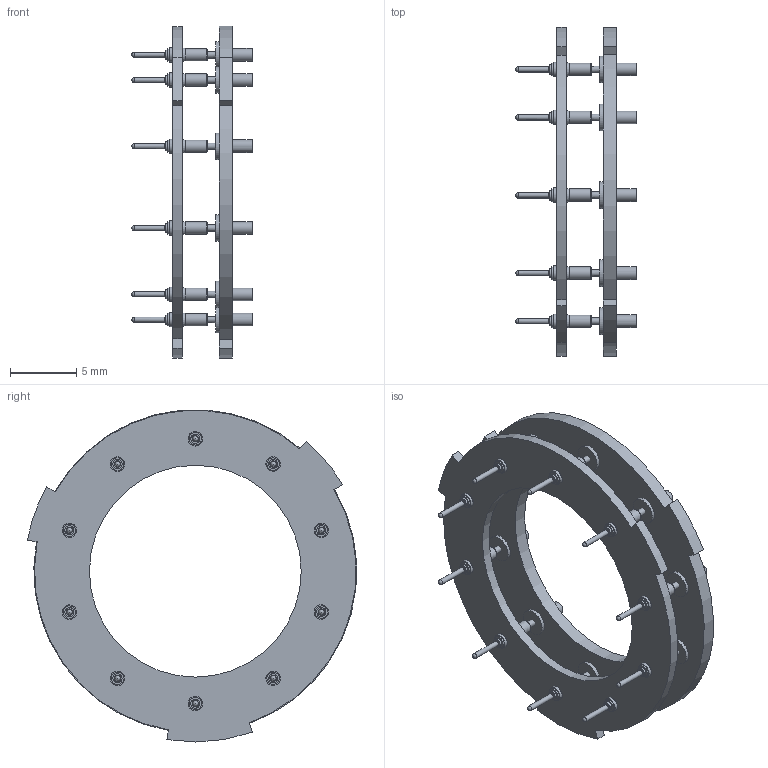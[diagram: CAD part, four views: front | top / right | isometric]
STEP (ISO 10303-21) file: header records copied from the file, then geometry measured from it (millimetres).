
FILE_DESCRIPTION(/* description */ ('','CAx-IF Rec.Pracs.---Representation and Presentation of Product Manufacturing Information (PMI)---4.0---2014-10-13'),/* implementation_level */ '2;1');
FILE_NAME(/* name */ 'REVOGrip Receiver and Insert Circuit Boards v7.step',/* time_stamp */ '2025-03-26T18:13:10-07:00',/* author */ (''),/* organization */ (''),/* preprocessor_version */ 'ST-DEVELOPER v20',/* originating_system */ 'Autodesk Translation Framework v13.20.0.188',/* authorisation */ '');
FILE_SCHEMA (('AP242_MANAGED_MODEL_BASED_3D_ENGINEERING_MIM_LF { 1 0 10303 442 1 1 4 }'));
Length unit declared in the file: millimetre
Products named in the file (3): REVOGrip Receiver Circuit Board; REVOGrip Pinned Circuit Board; mill-max-0984-0-15-20-XX-14-11-0
Assembly tree (11 placements, depth 3):
  REVOGrip Receiver Circuit Board
    REVOGrip Pinned Circuit Board
      mill-max-0984-0-15-20-XX-14-11-0  x10
Bounding box: 9.1 x 24.87 x 25.07 mm (x, y, z)
Volume: 512.4 mm3; surface area: 1551.7 mm2
Topology: 12 solids, 12 shells, 280 faces, 538 edges, 352 vertices
Faces by surface type: cylinder 114, plane 106, cone 30, sphere 20, torus 10
Full cylindrical faces by diameter (mm): 0.381 x10, 0.488 x10, 0.686 x10, 0.94 x20, 0.95 x20, 0.991 x10, 1.092 x10, 2 x10, 16 x2
Entity records: 2896 total; most frequent: DIRECTION 544, CARTESIAN_POINT 453, ORIENTED_EDGE 406, AXIS2_PLACEMENT_3D 227, EDGE_CURVE 203, EDGE_LOOP 151, VERTEX_POINT 136, CIRCLE 113
